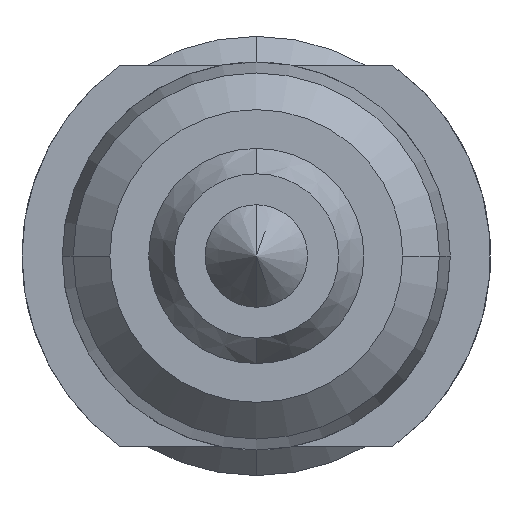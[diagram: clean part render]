
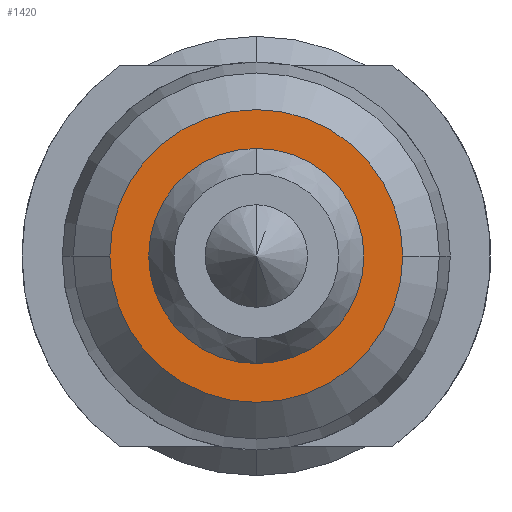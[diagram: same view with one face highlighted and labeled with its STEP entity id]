
A CAD part, front view. The second image highlights one B-rep face of the part: STEP entity #1420.
In plain terms, the highlighted planar face has unit normal (0, -1, 0).
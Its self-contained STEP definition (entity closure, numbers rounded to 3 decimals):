
#93 = CIRCLE ( 'NONE', #1444, 1. ) ;
#229 = ORIENTED_EDGE ( 'NONE', *, *, #2189, .T. ) ;
#448 = CARTESIAN_POINT ( 'NONE',  ( 0., 0., 0. ) ) ;
#454 = CARTESIAN_POINT ( 'NONE',  ( 0., 0., 0. ) ) ;
#553 = CARTESIAN_POINT ( 'NONE',  ( 0., 0., 0. ) ) ;
#818 = CIRCLE ( 'NONE', #2536, 0.735 ) ;
#966 = DIRECTION ( 'NONE',  ( 0., 1., 0. ) ) ;
#1157 = EDGE_LOOP ( 'NONE', ( #2505, #4362 ) ) ;
#1192 = EDGE_CURVE ( 'Defeature ausgef�hrt3_14+Defeature ausgef�hrt3_5+Defeature ausgef�hrt3_5+Defeature ausgef�hrt3_5', #3805, #3013, #93, .T. ) ;
#1321 = DIRECTION ( 'NONE',  ( 0., 1., 0. ) ) ;
#1356 = FACE_OUTER_BOUND ( 'NONE', #1682, .T. ) ;
#1420 = ADVANCED_FACE ( 'Defeature ausgef�hrt3_14', ( #3054, #1356 ), #2168, .T. ) ;
#1444 = AXIS2_PLACEMENT_3D ( 'NONE', #553, #3744, #4215 ) ;
#1682 = EDGE_LOOP ( 'NONE', ( #3968, #229 ) ) ;
#1691 = DIRECTION ( 'NONE',  ( 0., 0., -1. ) ) ;
#1824 = DIRECTION ( 'NONE',  ( 0., -1., 0. ) ) ;
#1835 = CARTESIAN_POINT ( 'NONE',  ( 0., 0., -0.735 ) ) ;
#2044 = AXIS2_PLACEMENT_3D ( 'NONE', #448, #1824, #3631 ) ;
#2168 = PLANE ( 'NONE',  #4004 ) ;
#2189 = EDGE_CURVE ( 'Defeature ausgef�hrt3_14+Defeature ausgef�hrt3_5+Defeature ausgef�hrt3_5+Defeature ausgef�hrt3_5', #3013, #3805, #4275, .T. ) ;
#2191 = DIRECTION ( 'NONE',  ( 0., -1., 0. ) ) ;
#2387 = CARTESIAN_POINT ( 'NONE',  ( 0., 0., 0. ) ) ;
#2440 = CIRCLE ( 'NONE', #3639, 0.735 ) ;
#2505 = ORIENTED_EDGE ( 'NONE', *, *, #2952, .T. ) ;
#2535 = CARTESIAN_POINT ( 'NONE',  ( 0., 0., 0.735 ) ) ;
#2536 = AXIS2_PLACEMENT_3D ( 'NONE', #3494, #1321, #2762 ) ;
#2567 = VERTEX_POINT ( 'NONE', #2535 ) ;
#2762 = DIRECTION ( 'NONE',  ( 0., 0., -1. ) ) ;
#2936 = DIRECTION ( 'NONE',  ( -1., 0., 0. ) ) ;
#2952 = EDGE_CURVE ( 'Defeature ausgef�hrt3_14+Defeature ausgef�hrt3_38+Defeature ausgef�hrt3_38+Defeature ausgef�hrt3_38', #2567, #3590, #2440, .T. ) ;
#3013 = VERTEX_POINT ( 'NONE', #3539 ) ;
#3054 = FACE_BOUND ( 'NONE', #1157, .T. ) ;
#3494 = CARTESIAN_POINT ( 'NONE',  ( 0., 0., 0. ) ) ;
#3539 = CARTESIAN_POINT ( 'NONE',  ( -1., 0., 0. ) ) ;
#3590 = VERTEX_POINT ( 'NONE', #1835 ) ;
#3631 = DIRECTION ( 'NONE',  ( -1., 0., 0. ) ) ;
#3639 = AXIS2_PLACEMENT_3D ( 'NONE', #2387, #966, #1691 ) ;
#3744 = DIRECTION ( 'NONE',  ( 0., -1., 0. ) ) ;
#3805 = VERTEX_POINT ( 'NONE', #4012 ) ;
#3966 = EDGE_CURVE ( 'Defeature ausgef�hrt3_14+Defeature ausgef�hrt3_38+Defeature ausgef�hrt3_38+Defeature ausgef�hrt3_38', #3590, #2567, #818, .T. ) ;
#3968 = ORIENTED_EDGE ( 'NONE', *, *, #1192, .T. ) ;
#4004 = AXIS2_PLACEMENT_3D ( 'NONE', #454, #2191, #2936 ) ;
#4012 = CARTESIAN_POINT ( 'NONE',  ( 1., 0., 0. ) ) ;
#4215 = DIRECTION ( 'NONE',  ( -1., 0., 0. ) ) ;
#4275 = CIRCLE ( 'NONE', #2044, 1. ) ;
#4362 = ORIENTED_EDGE ( 'NONE', *, *, #3966, .T. ) ;
